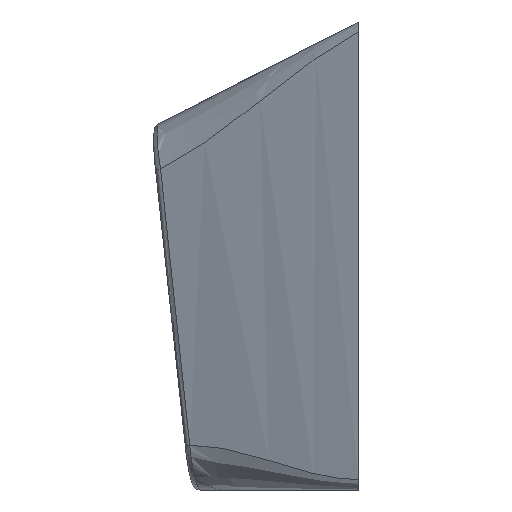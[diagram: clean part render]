
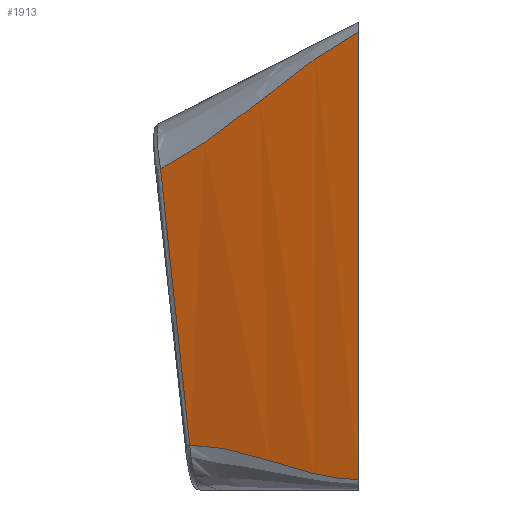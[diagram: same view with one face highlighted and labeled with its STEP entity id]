
A CAD part, left-side view. The second image highlights one B-rep face of the part: STEP entity #1913.
In plain terms, the highlighted free-form (B-spline) face has degree [3, 1] with [6, 2] control points.
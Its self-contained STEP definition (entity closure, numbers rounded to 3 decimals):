
#1692=VERTEX_POINT('',#1693);
#1693=CARTESIAN_POINT('',(0.0,0.0,-0.378));
#1705=EDGE_CURVE('',#1692,#1706,#1708,.F.);
#1706=VERTEX_POINT('',#1707);
#1707=CARTESIAN_POINT('',(0.0,0.0,-17.6));
#1708=LINE('',#1709,#1710);
#1709=CARTESIAN_POINT('',(0.0,0.0,0.0));
#1710=VECTOR('',#1711,1.0);
#1711=DIRECTION('',(0.0,0.0,1.0));
#1913=ADVANCED_FACE('',(#1914),#2029,.F.);
#1914=FACE_BOUND('',#1915,.T.);
#1915=EDGE_LOOP('',(#1916,#1962,#1977,#2028));
#1916=ORIENTED_EDGE('',*,*,#1917,.T.);
#1917=EDGE_CURVE('',#1692,#1918,#1920,.T.);
#1918=VERTEX_POINT('',#1919);
#1919=CARTESIAN_POINT('',(2.921,7.613,-5.653));
#1920=B_SPLINE_CURVE_WITH_KNOTS('',4,(#1921,#1922,#1923,#1924,#1925,#1926,#1927,#1928,#1929,#1930,#1931,#1932,#1933,#1934,#1935,#1936,#1937,#1938,#1939,#1940,#1941,#1942,#1943,#1944,#1945,#1946,#1947,#1948,#1949,#1950,#1951,#1952,#1953,#1954,#1955,#1956,#1957,#1958,#1959,#1960,#1961),.UNSPECIFIED.,.F.,.U.,(5,4,4,4,4,4,4,4,4,4,5),(0.0,0.125,0.25,0.375,0.5,0.625,0.75,0.875,0.938,0.969,0.977),.UNSPECIFIED.);
#1921=CARTESIAN_POINT('',(0.,0.,-0.378));
#1922=CARTESIAN_POINT('',(0.093,0.248,-0.509));
#1923=CARTESIAN_POINT('',(0.188,0.499,-0.652));
#1924=CARTESIAN_POINT('',(0.284,0.754,-0.807));
#1925=CARTESIAN_POINT('',(0.382,1.013,-0.974));
#1926=CARTESIAN_POINT('',(0.47,1.247,-1.124));
#1927=CARTESIAN_POINT('',(0.561,1.488,-1.287));
#1928=CARTESIAN_POINT('',(0.655,1.736,-1.462));
#1929=CARTESIAN_POINT('',(0.751,1.99,-1.647));
#1930=CARTESIAN_POINT('',(0.834,2.208,-1.806));
#1931=CARTESIAN_POINT('',(0.922,2.439,-1.98));
#1932=CARTESIAN_POINT('',(1.016,2.685,-2.169));
#1933=CARTESIAN_POINT('',(1.115,2.945,-2.372));
#1934=CARTESIAN_POINT('',(1.182,3.119,-2.508));
#1935=CARTESIAN_POINT('',(1.264,3.334,-2.678));
#1936=CARTESIAN_POINT('',(1.363,3.591,-2.883));
#1937=CARTESIAN_POINT('',(1.478,3.889,-3.119));
#1938=CARTESIAN_POINT('',(1.609,4.229,-3.388));
#1939=CARTESIAN_POINT('',(1.713,4.499,-3.6));
#1940=CARTESIAN_POINT('',(1.792,4.702,-3.757));
#1941=CARTESIAN_POINT('',(1.844,4.837,-3.86));
#1942=CARTESIAN_POINT('',(1.948,5.106,-4.065));
#1943=CARTESIAN_POINT('',(2.045,5.356,-4.25));
#1944=CARTESIAN_POINT('',(2.135,5.587,-4.417));
#1945=CARTESIAN_POINT('',(2.218,5.8,-4.565));
#1946=CARTESIAN_POINT('',(2.32,6.063,-4.748));
#1947=CARTESIAN_POINT('',(2.419,6.316,-4.915));
#1948=CARTESIAN_POINT('',(2.513,6.559,-5.067));
#1949=CARTESIAN_POINT('',(2.603,6.791,-5.204));
#1950=CARTESIAN_POINT('',(2.651,6.916,-5.278));
#1951=CARTESIAN_POINT('',(2.7,7.042,-5.35));
#1952=CARTESIAN_POINT('',(2.75,7.171,-5.421));
#1953=CARTESIAN_POINT('',(2.8,7.302,-5.49));
#1954=CARTESIAN_POINT('',(2.815,7.339,-5.51));
#1955=CARTESIAN_POINT('',(2.836,7.395,-5.539));
#1956=CARTESIAN_POINT('',(2.865,7.469,-5.578));
#1957=CARTESIAN_POINT('',(2.9,7.56,-5.625));
#1958=CARTESIAN_POINT('',(2.905,7.572,-5.631));
#1959=CARTESIAN_POINT('',(2.91,7.585,-5.638));
#1960=CARTESIAN_POINT('',(2.915,7.599,-5.645));
#1961=CARTESIAN_POINT('',(2.921,7.613,-5.653));
#1962=ORIENTED_EDGE('',*,*,#1963,.T.);
#1963=EDGE_CURVE('',#1918,#1964,#1966,.T.);
#1964=VERTEX_POINT('',#1965);
#1965=CARTESIAN_POINT('',(2.912,6.489,-16.276));
#1966=B_SPLINE_CURVE_WITH_KNOTS('',3,(#1967,#1968,#1969,#1970,#1971,#1972,#1973,#1974,#1975,#1976),.UNSPECIFIED.,.F.,.U.,(4,2,2,2,4),(-4.745,0.,5.938,10.683,15.427),.UNSPECIFIED.);
#1967=CARTESIAN_POINT('',(2.924,8.114,-0.935));
#1968=CARTESIAN_POINT('',(2.923,7.947,-2.507));
#1969=CARTESIAN_POINT('',(2.922,7.78,-4.08));
#1970=CARTESIAN_POINT('',(2.919,7.404,-7.621));
#1971=CARTESIAN_POINT('',(2.918,7.196,-9.589));
#1972=CARTESIAN_POINT('',(2.915,6.821,-13.13));
#1973=CARTESIAN_POINT('',(2.914,6.655,-14.703));
#1974=CARTESIAN_POINT('',(2.911,6.323,-17.849));
#1975=CARTESIAN_POINT('',(2.91,6.157,-19.422));
#1976=CARTESIAN_POINT('',(2.909,5.992,-20.995));
#1977=ORIENTED_EDGE('',*,*,#1978,.T.);
#1978=EDGE_CURVE('',#1964,#1706,#1979,.T.);
#1979=B_SPLINE_CURVE_WITH_KNOTS('',4,(#1980,#1981,#1982,#1983,#1984,#1985,#1986,#1987,#1988,#1989,#1990,#1991,#1992,#1993,#1994,#1995,#1996,#1997,#1998,#1999,#2000,#2001,#2002,#2003,#2004,#2005,#2006,#2007,#2008,#2009,#2010,#2011,#2012,#2013,#2014,#2015,#2016,#2017,#2018,#2019,#2020,#2021,#2022,#2023,#2024,#2025,#2026,#2027),.UNSPECIFIED.,.F.,.U.,(5,4,4,4,4,4,4,4,3,4,4,4,5),(0.027,0.031,0.063,0.125,0.25,0.375,0.438,0.5,0.505,0.625,0.75,0.875,1.0),.UNSPECIFIED.);
#1980=CARTESIAN_POINT('',(2.912,6.489,-16.276));
#1981=CARTESIAN_POINT('',(2.911,6.485,-16.276));
#1982=CARTESIAN_POINT('',(2.909,6.482,-16.276));
#1983=CARTESIAN_POINT('',(2.908,6.479,-16.276));
#1984=CARTESIAN_POINT('',(2.907,6.476,-16.276));
#1985=CARTESIAN_POINT('',(2.883,6.424,-16.276));
#1986=CARTESIAN_POINT('',(2.86,6.372,-16.276));
#1987=CARTESIAN_POINT('',(2.837,6.319,-16.277));
#1988=CARTESIAN_POINT('',(2.813,6.267,-16.279));
#1989=CARTESIAN_POINT('',(2.769,6.166,-16.282));
#1990=CARTESIAN_POINT('',(2.723,6.062,-16.288));
#1991=CARTESIAN_POINT('',(2.676,5.956,-16.297));
#1992=CARTESIAN_POINT('',(2.628,5.848,-16.308));
#1993=CARTESIAN_POINT('',(2.544,5.657,-16.327));
#1994=CARTESIAN_POINT('',(2.454,5.454,-16.356));
#1995=CARTESIAN_POINT('',(2.359,5.239,-16.393));
#1996=CARTESIAN_POINT('',(2.259,5.011,-16.441));
#1997=CARTESIAN_POINT('',(2.181,4.837,-16.478));
#1998=CARTESIAN_POINT('',(2.094,4.639,-16.525));
#1999=CARTESIAN_POINT('',(1.997,4.418,-16.581));
#2000=CARTESIAN_POINT('',(1.889,4.176,-16.649));
#2001=CARTESIAN_POINT('',(1.854,4.097,-16.671));
#2002=CARTESIAN_POINT('',(1.812,4.002,-16.698));
#2003=CARTESIAN_POINT('',(1.762,3.888,-16.731));
#2004=CARTESIAN_POINT('',(1.704,3.758,-16.77));
#2005=CARTESIAN_POINT('',(1.633,3.599,-16.818));
#2006=CARTESIAN_POINT('',(1.578,3.477,-16.855));
#2007=CARTESIAN_POINT('',(1.54,3.39,-16.882));
#2008=CARTESIAN_POINT('',(1.517,3.34,-16.897));
#2009=CARTESIAN_POINT('',(1.513,3.33,-16.9));
#2010=CARTESIAN_POINT('',(1.509,3.321,-16.903));
#2011=CARTESIAN_POINT('',(1.504,3.311,-16.906));
#2012=CARTESIAN_POINT('',(1.396,3.068,-16.981));
#2013=CARTESIAN_POINT('',(1.302,2.858,-17.046));
#2014=CARTESIAN_POINT('',(1.217,2.671,-17.103));
#2015=CARTESIAN_POINT('',(1.143,2.505,-17.152));
#2016=CARTESIAN_POINT('',(1.041,2.28,-17.218));
#2017=CARTESIAN_POINT('',(0.944,2.066,-17.278));
#2018=CARTESIAN_POINT('',(0.852,1.863,-17.332));
#2019=CARTESIAN_POINT('',(0.764,1.67,-17.378));
#2020=CARTESIAN_POINT('',(0.665,1.451,-17.43));
#2021=CARTESIAN_POINT('',(0.568,1.239,-17.475));
#2022=CARTESIAN_POINT('',(0.474,1.033,-17.511));
#2023=CARTESIAN_POINT('',(0.383,0.835,-17.539));
#2024=CARTESIAN_POINT('',(0.286,0.623,-17.569));
#2025=CARTESIAN_POINT('',(0.19,0.413,-17.589));
#2026=CARTESIAN_POINT('',(0.095,0.206,-17.6));
#2027=CARTESIAN_POINT('',(0.,0.,-17.6));
#2028=ORIENTED_EDGE('',*,*,#1705,.F.);
#2029=B_SPLINE_SURFACE_WITH_KNOTS('',3,1,((#2030,#2031),(#2032,#2033),(#2034,#2035),(#2036,#2037),(#2038,#2039),(#2040,#2041)),.UNSPECIFIED.,.F.,.F.,.U.,(4,2,4),(2,2),(0.0,0.5,1.0),(0.0,1.0),.UNSPECIFIED.);
#2030=CARTESIAN_POINT('',(3.0,8.0,-4.081));
#2031=CARTESIAN_POINT('',(3.0,6.5,-18.0));
#2032=CARTESIAN_POINT('',(2.5,6.667,-3.4));
#2033=CARTESIAN_POINT('',(2.5,5.417,-18.0));
#2034=CARTESIAN_POINT('',(2.0,5.333,-2.72));
#2035=CARTESIAN_POINT('',(2.0,4.333,-18.0));
#2036=CARTESIAN_POINT('',(1.0,2.667,-1.36));
#2037=CARTESIAN_POINT('',(1.0,2.167,-18.0));
#2038=CARTESIAN_POINT('',(0.5,1.333,-0.68));
#2039=CARTESIAN_POINT('',(0.5,1.083,-18.0));
#2040=CARTESIAN_POINT('',(0.0,0.0,0.0));
#2041=CARTESIAN_POINT('',(0.0,0.0,-18.0));
